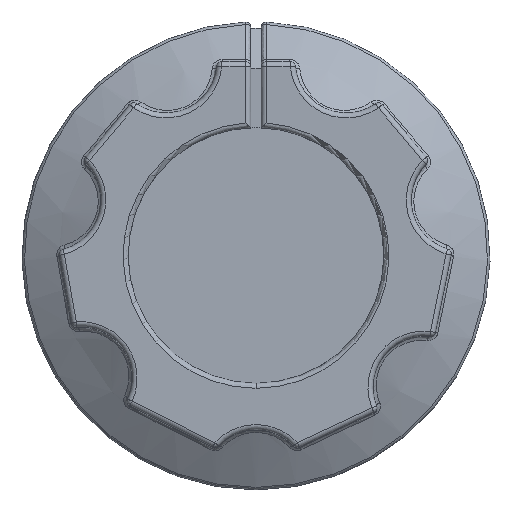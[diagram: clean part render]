
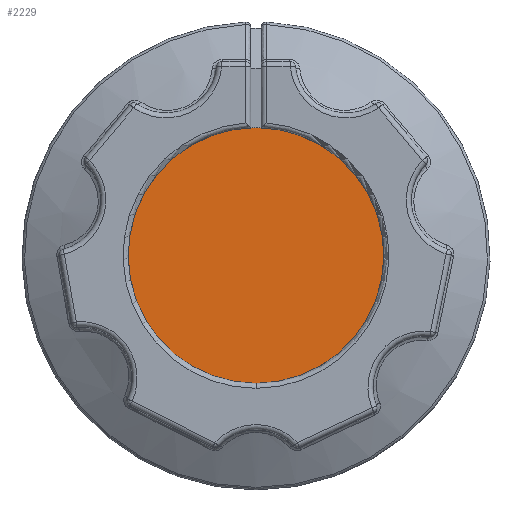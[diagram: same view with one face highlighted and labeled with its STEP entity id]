
A CAD part, top view. The second image highlights one B-rep face of the part: STEP entity #2229.
In plain terms, the highlighted planar face has unit normal (0, 0, 1).
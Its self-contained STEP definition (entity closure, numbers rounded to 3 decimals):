
#962=CARTESIAN_POINT('',(0.0,-5.08,11.44));
#963=VERTEX_POINT('',#962);
#989=CARTESIAN_POINT('',(-0.0,5.08,11.44));
#990=VERTEX_POINT('',#989);
#997=CARTESIAN_POINT('',(0.0,0.0,11.44));
#998=DIRECTION('',(0.0,0.0,1.0));
#999=DIRECTION('',(1.0,0.0,-0.0));
#1000=AXIS2_PLACEMENT_3D('',#997,#998,#999);
#1001=CIRCLE('',#1000,5.08);
#1002=EDGE_CURVE('n� 2517',#963,#990,#1001,.T.);
#1021=CARTESIAN_POINT('',(0.0,0.0,11.44));
#1022=DIRECTION('',(0.0,0.0,1.0));
#1023=DIRECTION('',(1.0,0.0,-0.0));
#1024=AXIS2_PLACEMENT_3D('',#1021,#1022,#1023);
#1025=CIRCLE('',#1024,5.08);
#1026=EDGE_CURVE('n� 2512',#990,#963,#1025,.T.);
#2220=ORIENTED_EDGE('',*,*,#1026,.T.);
#2221=ORIENTED_EDGE('',*,*,#1002,.T.);
#2222=EDGE_LOOP('',(#2220,#2221));
#2223=FACE_OUTER_BOUND('',#2222,.T.);
#2224=CARTESIAN_POINT('',(0.0,0.0,11.44));
#2225=DIRECTION('',(0.0,0.0,1.0));
#2226=DIRECTION('',(1.0,0.0,-0.0));
#2227=AXIS2_PLACEMENT_3D('',#2224,#2225,#2226);
#2228=PLANE('',#2227);
#2229=ADVANCED_FACE('n� 2536',(#2223),#2228,.T.);
